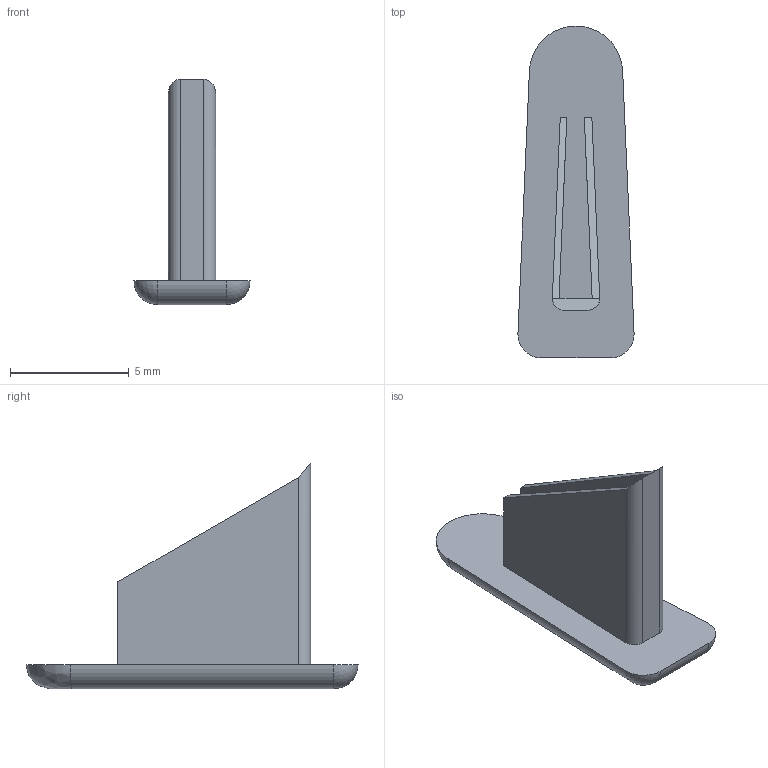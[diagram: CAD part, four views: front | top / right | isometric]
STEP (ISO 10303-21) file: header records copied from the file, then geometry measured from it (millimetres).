
FILE_DESCRIPTION(('STEP AP214'),'1');
FILE_NAME('cctmp_1063042F-5D36-4F6B-B1B3-55AFA8EA87E4_2023_07_24_20_32_52_0224..stp','2023-07-24T18:32:52',('SIEMENS A&D'),('CADClick - www.CADClick.com'),'Spatial InterOp 3D postprocessed',' ','unknown authorization');
FILE_SCHEMA(('AUTOMOTIVE_DESIGN'));
Length unit declared in the file: millimetre
Products named in the file (1): 2023_07_24_20_32_52_0224
Bounding box: 4.9 x 14 x 9.5 mm (x, y, z)
Volume: 85.7 mm3; surface area: 347.8 mm2
Topology: 1 solids, 1 shells, 21 faces, 48 edges, 30 vertices
Faces by surface type: plane 13, cylinder 5, sphere 2, bspline 1
Entity records: 692 total; most frequent: CARTESIAN_POINT 115, DIRECTION 104, ORIENTED_EDGE 96, EDGE_CURVE 48, AXIS2_PLACEMENT_3D 35, LINE 34, VECTOR 34, VERTEX_POINT 30
